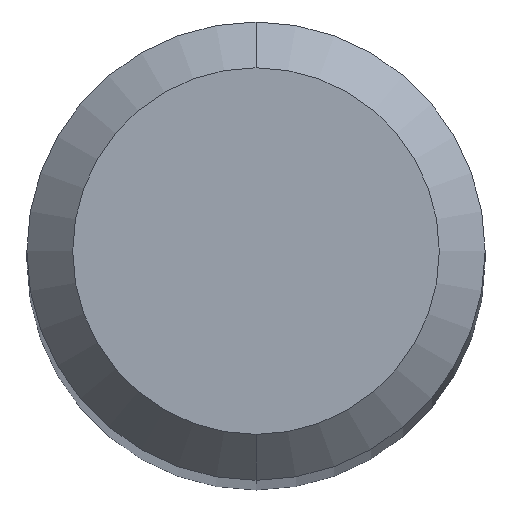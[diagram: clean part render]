
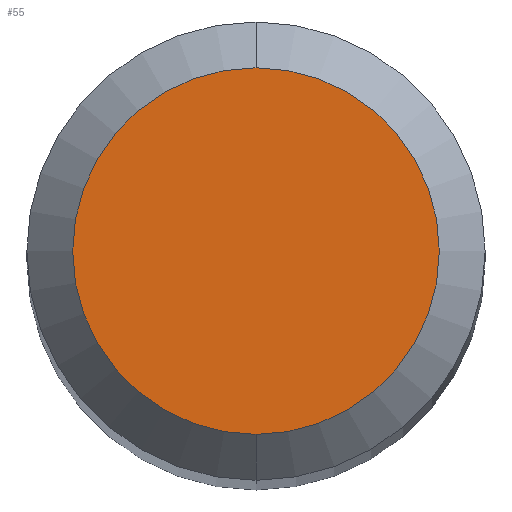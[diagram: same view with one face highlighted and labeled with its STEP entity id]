
A CAD part, top view. The second image highlights one B-rep face of the part: STEP entity #55.
In plain terms, the highlighted planar face has unit normal (0, 0, 1).
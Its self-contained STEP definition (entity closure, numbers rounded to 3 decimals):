
#46=PLANE('',#252);
#55=ADVANCED_FACE('',(#68),#46,.F.);
#68=FACE_OUTER_BOUND('',#77,.T.);
#77=EDGE_LOOP('',(#112,#113));
#84=CIRCLE('',#248,1.2);
#85=CIRCLE('',#250,1.2);
#112=ORIENTED_EDGE('',*,*,#136,.F.);
#113=ORIENTED_EDGE('',*,*,#134,.F.);
#121=VERTEX_POINT('',#357);
#122=VERTEX_POINT('',#359);
#134=EDGE_CURVE('',#121,#122,#84,.T.);
#136=EDGE_CURVE('',#122,#121,#85,.T.);
#248=AXIS2_PLACEMENT_3D('',#358,#307,#308);
#250=AXIS2_PLACEMENT_3D('',#362,#312,#313);
#252=AXIS2_PLACEMENT_3D('',#364,#316,#317);
#307=DIRECTION('',(0.,0.,-1.));
#308=DIRECTION('',(0.,-1.,0.));
#312=DIRECTION('',(0.,0.,-1.));
#313=DIRECTION('',(0.,1.,0.));
#316=DIRECTION('',(0.,0.,-1.));
#317=DIRECTION('',(0.,1.,0.));
#357=CARTESIAN_POINT('',(0.,-1.2,38.));
#358=CARTESIAN_POINT('',(0.,0.,38.));
#359=CARTESIAN_POINT('',(0.,1.2,38.));
#362=CARTESIAN_POINT('',(0.,0.,38.));
#364=CARTESIAN_POINT('',(0.,0.,38.));
